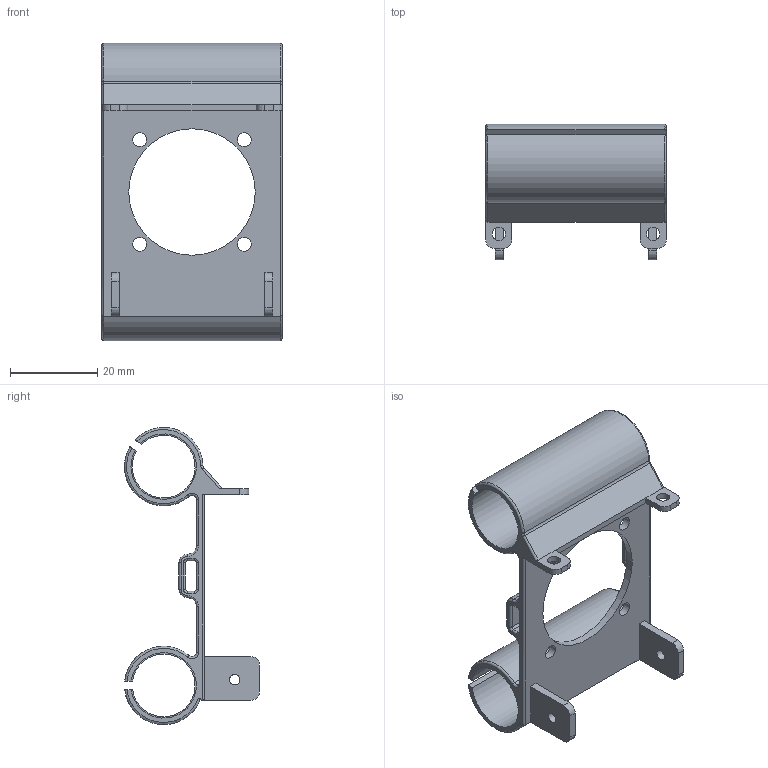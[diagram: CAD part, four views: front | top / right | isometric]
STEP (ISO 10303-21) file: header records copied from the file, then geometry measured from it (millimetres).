
FILE_DESCRIPTION(/* description */ ('STEP AP242','CAx-IF Rec.Pracs.---Representation and Presentation of Product Manufacturing Information (PMI)---4.0---2014-10-13','CAx-IF Rec.Pracs.---3D Tessellated Geometry---0.4---2014-09-14','2;1'),/* implementation_level */ '2;1');
FILE_NAME(/* name */ '651d0988dc198c48e1b3a764',/* time_stamp */ '2023-10-04T06:43:21Z',/* author */ (''),/* organization */ (''),/* preprocessor_version */ 'ST-DEVELOPER v19.4',/* originating_system */ ' ',/* authorisation */ ' ');
FILE_SCHEMA (('AP242_MANAGED_MODEL_BASED_3D_ENGINEERING_MIM_LF { 1 0 10303 442 1 1 4 }'));
Length unit declared in the file: metre
Products named in the file (1): Igus Holder
Bounding box: 41.4 x 30.99 x 68.19 mm (x, y, z)
Volume: 9874 mm3; surface area: 12282.3 mm2
Topology: 1 solids, 1 shells, 180 faces, 468 edges, 280 vertices
Faces by surface type: cylinder 82, plane 48, torus 42, bspline 8
Full cylindrical faces by diameter (mm): 2.4 x2, 3 x2, 3.2 x4, 29 x1
Entity records: 5591 total; most frequent: CARTESIAN_POINT 1120, DIRECTION 997, ORIENTED_EDGE 898, EDGE_CURVE 449, AXIS2_PLACEMENT_3D 393, VERTEX_POINT 278, LINE 211, VECTOR 211
